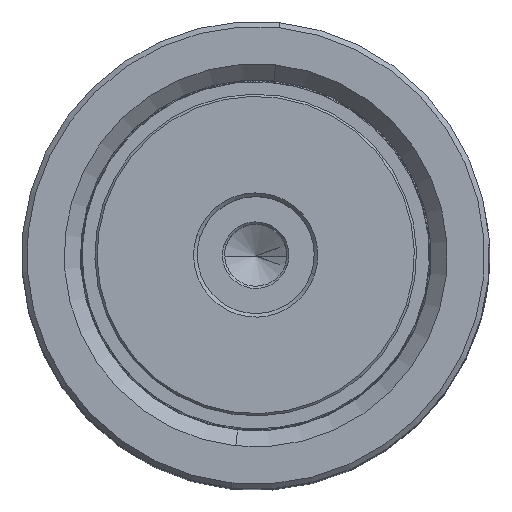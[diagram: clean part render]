
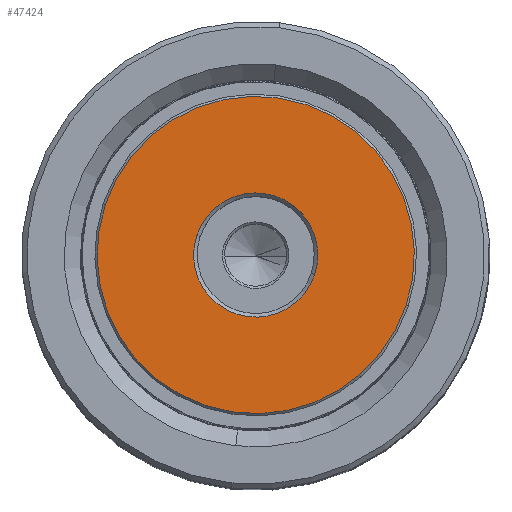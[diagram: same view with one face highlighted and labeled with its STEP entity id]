
A CAD part, top view. The second image highlights one B-rep face of the part: STEP entity #47424.
In plain terms, the highlighted face is planar.
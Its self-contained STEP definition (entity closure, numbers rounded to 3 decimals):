
#920 = CARTESIAN_POINT ( 'NONE',  ( 21.7, 0., 0. ) ) ;
#1359 = ORIENTED_EDGE ( 'NONE', *, *, #8977, .T. ) ;
#1476 = DIRECTION ( 'NONE',  ( 1., 0., 0. ) ) ;
#2070 = CARTESIAN_POINT ( 'NONE',  ( 0., 0., 0. ) ) ;
#8977 = EDGE_CURVE ( 'NONE', #14450, #20474, #48086, .T. ) ;
#9572 = CARTESIAN_POINT ( 'NONE',  ( 0., 0., 0. ) ) ;
#10104 = DIRECTION ( 'NONE',  ( 1., 0., 0. ) ) ;
#11052 = EDGE_LOOP ( 'NONE', ( #55783, #19954 ) ) ;
#12305 = EDGE_LOOP ( 'NONE', ( #1359, #57747 ) ) ;
#12375 = CIRCLE ( 'NONE', #52916, 21.7 ) ;
#13526 = AXIS2_PLACEMENT_3D ( 'NONE', #9572, #18303, #51388 ) ;
#14450 = VERTEX_POINT ( 'NONE', #38751 ) ;
#14479 = PLANE ( 'NONE',  #23050 ) ;
#15113 = DIRECTION ( 'NONE',  ( 1., 0., 0. ) ) ;
#18303 = DIRECTION ( 'NONE',  ( 0., 0., -1. ) ) ;
#19245 = DIRECTION ( 'NONE',  ( 0., 0., -1. ) ) ;
#19848 = DIRECTION ( 'NONE',  ( 0., 0., 1. ) ) ;
#19954 = ORIENTED_EDGE ( 'NONE', *, *, #36920, .T. ) ;
#20474 = VERTEX_POINT ( 'NONE', #50163 ) ;
#22195 = CIRCLE ( 'NONE', #32283, 8.5 ) ;
#23050 = AXIS2_PLACEMENT_3D ( 'NONE', #52924, #19848, #24631 ) ;
#24631 = DIRECTION ( 'NONE',  ( 1., 0., 0. ) ) ;
#26036 = FACE_BOUND ( 'NONE', #12305, .T. ) ;
#27257 = AXIS2_PLACEMENT_3D ( 'NONE', #2070, #54265, #1476 ) ;
#28560 = CARTESIAN_POINT ( 'NONE',  ( 0., 0., 0. ) ) ;
#29517 = EDGE_CURVE ( 'NONE', #20474, #14450, #22195, .T. ) ;
#32008 = FACE_OUTER_BOUND ( 'NONE', #11052, .T. ) ;
#32283 = AXIS2_PLACEMENT_3D ( 'NONE', #52938, #39712, #15113 ) ;
#36920 = EDGE_CURVE ( 'NONE', #45840, #56913, #12375, .T. ) ;
#38751 = CARTESIAN_POINT ( 'NONE',  ( -8.5, 0., 0. ) ) ;
#39712 = DIRECTION ( 'NONE',  ( 0., 0., 1. ) ) ;
#45840 = VERTEX_POINT ( 'NONE', #47220 ) ;
#47220 = CARTESIAN_POINT ( 'NONE',  ( -21.7, 0., 0. ) ) ;
#47424 = ADVANCED_FACE ( 'NONE', ( #32008, #26036 ), #14479, .F. ) ;
#48086 = CIRCLE ( 'NONE', #27257, 8.5 ) ;
#49902 = EDGE_CURVE ( 'NONE', #56913, #45840, #60134, .T. ) ;
#50163 = CARTESIAN_POINT ( 'NONE',  ( 8.5, 0., 0. ) ) ;
#51388 = DIRECTION ( 'NONE',  ( 1., 0., 0. ) ) ;
#52916 = AXIS2_PLACEMENT_3D ( 'NONE', #28560, #19245, #10104 ) ;
#52924 = CARTESIAN_POINT ( 'NONE',  ( 0., 0., 0. ) ) ;
#52938 = CARTESIAN_POINT ( 'NONE',  ( 0., 0., 0. ) ) ;
#54265 = DIRECTION ( 'NONE',  ( 0., 0., 1. ) ) ;
#55783 = ORIENTED_EDGE ( 'NONE', *, *, #49902, .T. ) ;
#56913 = VERTEX_POINT ( 'NONE', #920 ) ;
#57747 = ORIENTED_EDGE ( 'NONE', *, *, #29517, .T. ) ;
#60134 = CIRCLE ( 'NONE', #13526, 21.7 ) ;
